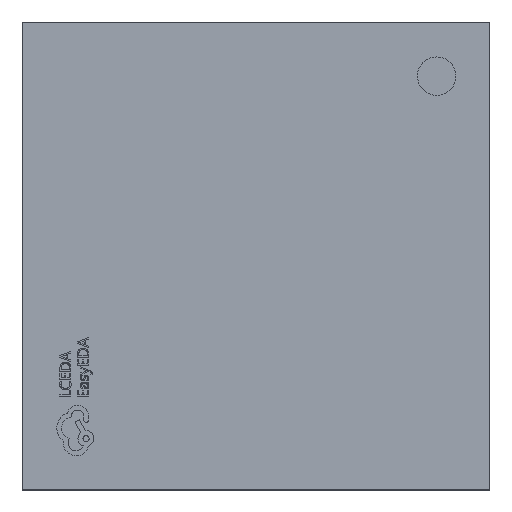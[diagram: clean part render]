
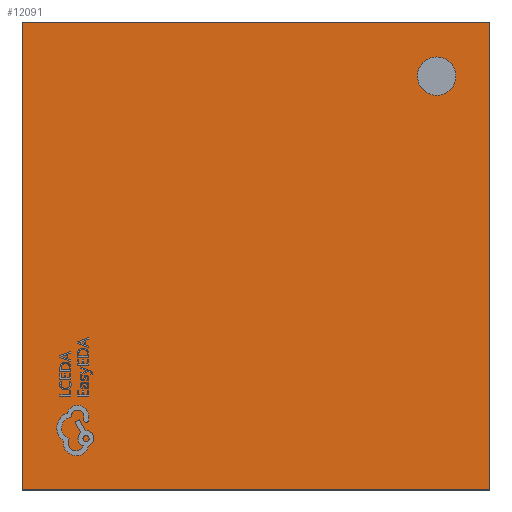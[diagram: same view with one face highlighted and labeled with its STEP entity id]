
A CAD part, top view. The second image highlights one B-rep face of the part: STEP entity #12091.
In plain terms, the highlighted planar face has unit normal (0, 0, 1).
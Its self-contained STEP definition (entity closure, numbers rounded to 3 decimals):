
#92 = CARTESIAN_POINT ( 'NONE',  ( 0.266, 0.296, 0.35 ) ) ;
#213 = DIRECTION ( 'NONE',  ( 0., 0., 1. ) ) ;
#223 = DIRECTION ( 'NONE',  ( 1., 0., 0. ) ) ;
#328 = B_SPLINE_CURVE_WITH_KNOTS ( 'NONE', 3,
 ( #92, #9369, #11568, #1907, #15283, #7704, #15357 ),
 .UNSPECIFIED., .F., .F.,
 ( 4, 1, 1, 1, 4 ),
 ( 0.5, 0.625, 0.75, 0.875, 1. ),
 .UNSPECIFIED. ) ;
#342 = ORIENTED_EDGE ( 'NONE', *, *, #1898, .T. ) ;
#692 = DIRECTION ( 'NONE',  ( 0., -1., 0. ) ) ;
#833 = VERTEX_POINT ( 'NONE', #10227 ) ;
#965 = LINE ( 'NONE', #6087, #10323 ) ;
#1092 = FACE_BOUND ( 'NONE', #2339, .T. ) ;
#1481 = EDGE_CURVE ( 'NONE', #4709, #6995, #965, .T. ) ;
#1896 = LINE ( 'NONE', #10229, #12774 ) ;
#1898 = EDGE_CURVE ( 'NONE', #12812, #833, #328, .T. ) ;
#1907 = CARTESIAN_POINT ( 'NONE',  ( 0.297, 0.331, 0.35 ) ) ;
#2339 = EDGE_LOOP ( 'NONE', ( #13194, #342 ) ) ;
#3427 = CARTESIAN_POINT ( 'NONE',  ( 0.385, 0.385, 0.35 ) ) ;
#3948 = AXIS2_PLACEMENT_3D ( 'NONE', #12049, #213, #11078 ) ;
#4262 = CARTESIAN_POINT ( 'NONE',  ( 0.329, 0.296, 0.35 ) ) ;
#4394 = DIRECTION ( 'NONE',  ( 0., 1., 0. ) ) ;
#4438 = VECTOR ( 'NONE', #4394, 1000. ) ;
#4709 = VERTEX_POINT ( 'NONE', #8761 ) ;
#4977 = B_SPLINE_CURVE_WITH_KNOTS ( 'NONE', 3,
 ( #4262, #10394, #5454, #6700, #14967, #15209, #8003 ),
 .UNSPECIFIED., .F., .F.,
 ( 4, 1, 1, 1, 4 ),
 ( 0., 0.125, 0.25, 0.375, 0.5 ),
 .UNSPECIFIED. ) ;
#5454 = CARTESIAN_POINT ( 'NONE',  ( 0.322, 0.271, 0.35 ) ) ;
#6087 = CARTESIAN_POINT ( 'NONE',  ( -0.385, 0.385, 0.35 ) ) ;
#6207 = CARTESIAN_POINT ( 'NONE',  ( 0.266, 0.296, 0.35 ) ) ;
#6700 = CARTESIAN_POINT ( 'NONE',  ( 0.297, 0.261, 0.35 ) ) ;
#6726 = CARTESIAN_POINT ( 'NONE',  ( -0.385, -0.385, 0.35 ) ) ;
#6798 = CARTESIAN_POINT ( 'NONE',  ( 0.385, -0.385, 0.35 ) ) ;
#6995 = VERTEX_POINT ( 'NONE', #14468 ) ;
#7319 = ORIENTED_EDGE ( 'NONE', *, *, #1481, .T. ) ;
#7345 = VERTEX_POINT ( 'NONE', #6726 ) ;
#7704 = CARTESIAN_POINT ( 'NONE',  ( 0.329, 0.304, 0.35 ) ) ;
#8003 = CARTESIAN_POINT ( 'NONE',  ( 0.266, 0.296, 0.35 ) ) ;
#8574 = CARTESIAN_POINT ( 'NONE',  ( -0.385, -0.385, 0.35 ) ) ;
#8644 = LINE ( 'NONE', #8574, #14035 ) ;
#8761 = CARTESIAN_POINT ( 'NONE',  ( 0.385, 0.385, 0.35 ) ) ;
#9041 = ORIENTED_EDGE ( 'NONE', *, *, #13621, .T. ) ;
#9369 = CARTESIAN_POINT ( 'NONE',  ( 0.266, 0.304, 0.35 ) ) ;
#10039 = VERTEX_POINT ( 'NONE', #6798 ) ;
#10227 = CARTESIAN_POINT ( 'NONE',  ( 0.329, 0.296, 0.35 ) ) ;
#10229 = CARTESIAN_POINT ( 'NONE',  ( -0.385, 0.385, 0.35 ) ) ;
#10323 = VECTOR ( 'NONE', #10952, 1000. ) ;
#10394 = CARTESIAN_POINT ( 'NONE',  ( 0.329, 0.288, 0.35 ) ) ;
#10443 = LINE ( 'NONE', #3427, #4438 ) ;
#10732 = ORIENTED_EDGE ( 'NONE', *, *, #13517, .T. ) ;
#10754 = ORIENTED_EDGE ( 'NONE', *, *, #15418, .T. ) ;
#10924 = FACE_OUTER_BOUND ( 'NONE', #15351, .T. ) ;
#10952 = DIRECTION ( 'NONE',  ( -1., 0., 0. ) ) ;
#11078 = DIRECTION ( 'NONE',  ( 1., 0., 0. ) ) ;
#11568 = CARTESIAN_POINT ( 'NONE',  ( 0.273, 0.321, 0.35 ) ) ;
#12049 = CARTESIAN_POINT ( 'NONE',  ( 0., 0., 0.35 ) ) ;
#12091 = ADVANCED_FACE ( 'NONE', ( #10924, #1092 ), #13518, .T. ) ;
#12774 = VECTOR ( 'NONE', #692, 1000. ) ;
#12812 = VERTEX_POINT ( 'NONE', #6207 ) ;
#13194 = ORIENTED_EDGE ( 'NONE', *, *, #14045, .T. ) ;
#13517 = EDGE_CURVE ( 'NONE', #7345, #10039, #8644, .T. ) ;
#13518 = PLANE ( 'NONE',  #3948 ) ;
#13621 = EDGE_CURVE ( 'NONE', #6995, #7345, #1896, .T. ) ;
#14035 = VECTOR ( 'NONE', #223, 1000. ) ;
#14045 = EDGE_CURVE ( 'NONE', #833, #12812, #4977, .T. ) ;
#14468 = CARTESIAN_POINT ( 'NONE',  ( -0.385, 0.385, 0.35 ) ) ;
#14967 = CARTESIAN_POINT ( 'NONE',  ( 0.273, 0.271, 0.35 ) ) ;
#15209 = CARTESIAN_POINT ( 'NONE',  ( 0.266, 0.288, 0.35 ) ) ;
#15283 = CARTESIAN_POINT ( 'NONE',  ( 0.322, 0.321, 0.35 ) ) ;
#15351 = EDGE_LOOP ( 'NONE', ( #10754, #7319, #9041, #10732 ) ) ;
#15357 = CARTESIAN_POINT ( 'NONE',  ( 0.329, 0.296, 0.35 ) ) ;
#15418 = EDGE_CURVE ( 'NONE', #10039, #4709, #10443, .T. ) ;
